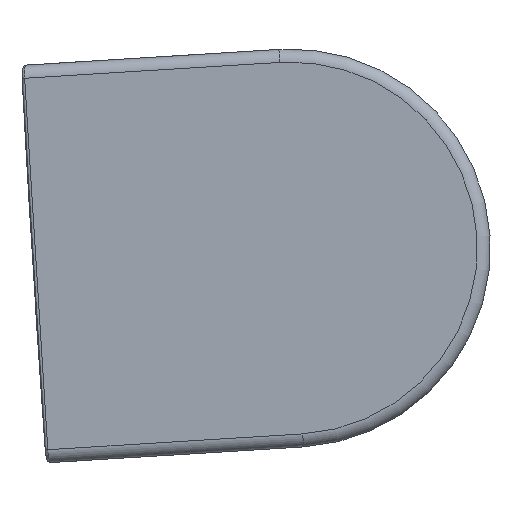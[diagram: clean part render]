
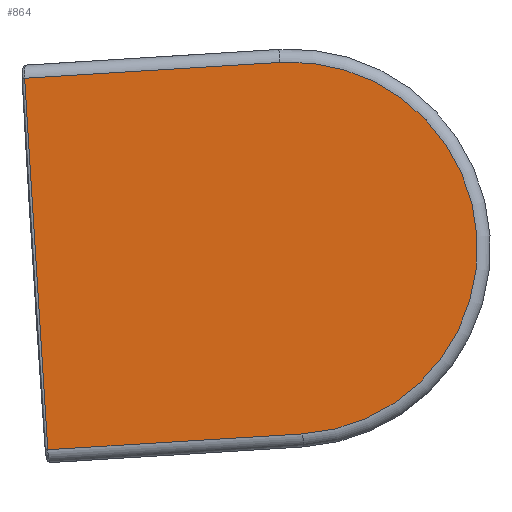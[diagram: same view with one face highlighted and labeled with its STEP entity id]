
A CAD part, left-side view. The second image highlights one B-rep face of the part: STEP entity #864.
In plain terms, the highlighted planar face has unit normal (-1, 0, 0).
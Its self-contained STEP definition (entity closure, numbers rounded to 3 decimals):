
#6 = LINE ( 'NONE', #60, #922 ) ;
#60 = CARTESIAN_POINT ( 'NONE',  ( -36.8, 35.1, -16.238 ) ) ;
#86 = CARTESIAN_POINT ( 'NONE',  ( -36.8, 22.146, -15.436 ) ) ;
#110 = EDGE_CURVE ( 'NONE', #1019, #204, #637, .T. ) ;
#117 = CARTESIAN_POINT ( 'NONE',  ( -36.8, 2.619, -14.226 ) ) ;
#137 = VECTOR ( 'NONE', #807, 1000. ) ;
#179 = VERTEX_POINT ( 'NONE', #117 ) ;
#204 = VERTEX_POINT ( 'NONE', #1103 ) ;
#256 = CARTESIAN_POINT ( 'NONE',  ( -36.8, 22.146, -15.436 ) ) ;
#305 = ORIENTED_EDGE ( 'NONE', *, *, #1104, .T. ) ;
#338 = CIRCLE ( 'NONE', #870, 14.25 ) ;
#345 = CARTESIAN_POINT ( 'NONE',  ( -36.8, 23.917, 13.009 ) ) ;
#375 = PLANE ( 'NONE',  #1002 ) ;
#379 = ORIENTED_EDGE ( 'NONE', *, *, #694, .T. ) ;
#430 = CARTESIAN_POINT ( 'NONE',  ( -36.8, 4.381, 14.22 ) ) ;
#433 = ORIENTED_EDGE ( 'NONE', *, *, #110, .T. ) ;
#471 = CARTESIAN_POINT ( 'NONE',  ( -36.8, 35.036, -17.266 ) ) ;
#478 = EDGE_LOOP ( 'NONE', ( #433, #305, #379, #808 ) ) ;
#508 = CARTESIAN_POINT ( 'NONE',  ( -36.8, 3.5, -0.003 ) ) ;
#524 = CARTESIAN_POINT ( 'NONE',  ( -36.8, 23.417, 3.522 ) ) ;
#556 = DIRECTION ( 'NONE',  ( 0., 0., 1. ) ) ;
#593 = DIRECTION ( 'NONE',  ( 0., 1., 0. ) ) ;
#612 = CARTESIAN_POINT ( 'NONE',  ( -36.8, 22.826, -5.959 ) ) ;
#637 = LINE ( 'NONE', #813, #137 ) ;
#694 = EDGE_CURVE ( 'NONE', #838, #179, #6, .T. ) ;
#759 = DIRECTION ( 'NONE',  ( 0., -0.998, 0.062 ) ) ;
#807 = DIRECTION ( 'NONE',  ( 0., 0.998, -0.062 ) ) ;
#808 = ORIENTED_EDGE ( 'NONE', *, *, #924, .T. ) ;
#813 = CARTESIAN_POINT ( 'NONE',  ( -36.8, 36.862, 12.208 ) ) ;
#838 = VERTEX_POINT ( 'NONE', #256 ) ;
#864 = ADVANCED_FACE ( 'NONE', ( #1020 ), #375, .F. ) ;
#870 = AXIS2_PLACEMENT_3D ( 'NONE', #508, #1121, #593 ) ;
#920 = B_SPLINE_CURVE_WITH_KNOTS ( 'NONE', 3,
 ( #345, #524, #612, #86 ),
 .UNSPECIFIED., .F., .F.,
 ( 4, 4 ),
 ( 0., 0.029 ),
 .UNSPECIFIED. ) ;
#922 = VECTOR ( 'NONE', #759, 1000. ) ;
#924 = EDGE_CURVE ( 'NONE', #179, #1019, #338, .T. ) ;
#1002 = AXIS2_PLACEMENT_3D ( 'NONE', #471, #1086, #556 ) ;
#1019 = VERTEX_POINT ( 'NONE', #430 ) ;
#1020 = FACE_OUTER_BOUND ( 'NONE', #478, .T. ) ;
#1086 = DIRECTION ( 'NONE',  ( 1., 0., 0. ) ) ;
#1103 = CARTESIAN_POINT ( 'NONE',  ( -36.8, 23.917, 13.009 ) ) ;
#1104 = EDGE_CURVE ( 'NONE', #204, #838, #920, .T. ) ;
#1121 = DIRECTION ( 'NONE',  ( -1., 0., 0. ) ) ;
